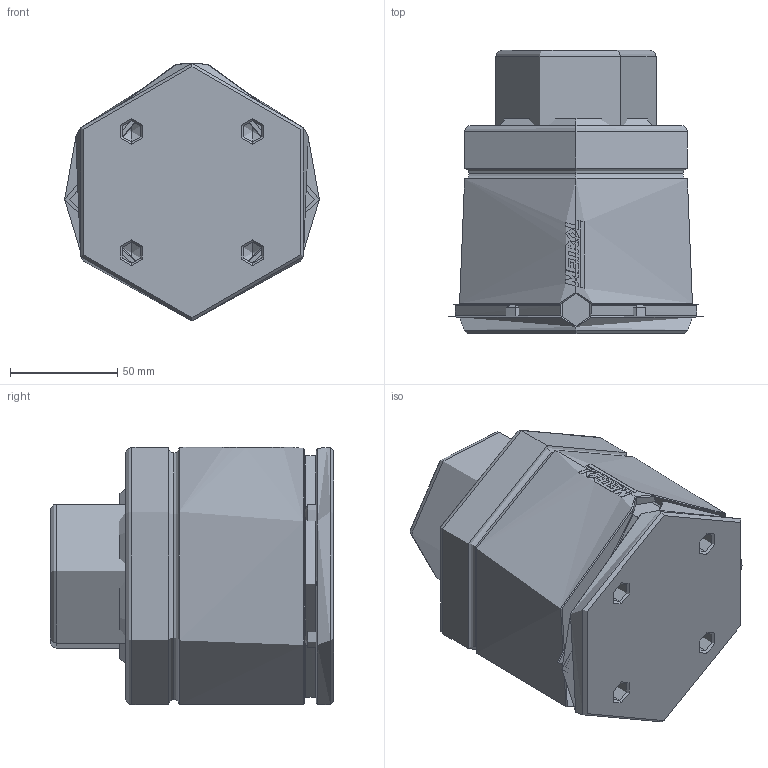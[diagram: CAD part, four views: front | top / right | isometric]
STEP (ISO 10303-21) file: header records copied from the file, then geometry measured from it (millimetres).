
FILE_DESCRIPTION (( 'STEP AP214' ), '1' );
FILE_NAME ('EX6600-032.STEP', '2019-04-01T09:35:42', ( 'Metrol Springs' ), ( 'Hewlett-Packard Company' ), 'SwSTEP 2.0', 'SolidWorks 2017', '' );
FILE_SCHEMA (( 'AUTOMOTIVE_DESIGN' ));
Length unit declared in the file: millimetre
Products named in the file (3): EX-6600 Piston_EX-6600-032; EX-6600 Body_EX-6600-032; EX6600-032
Assembly tree (2 placements, depth 2):
  EX6600-032
    EX-6600 Body_EX-6600-032
    EX-6600 Piston_EX-6600-032
Bounding box: 118.8 x 132 x 120.1 mm (x, y, z)
Volume: 972864.6 mm3; surface area: 111858.4 mm2
Topology: 2 solids, 2 shells, 176 faces, 447 edges, 280 vertices
Faces by surface type: cylinder 57, bspline 42, plane 34, cone 27, torus 16
Entity records: 7812 total; most frequent: CARTESIAN_POINT 3168, ORIENTED_EDGE 874, DIRECTION 673, EDGE_CURVE 437, VERTEX_POINT 280, AXIS2_PLACEMENT_3D 254, EDGE_LOOP 191, FACE_OUTER_BOUND 176
